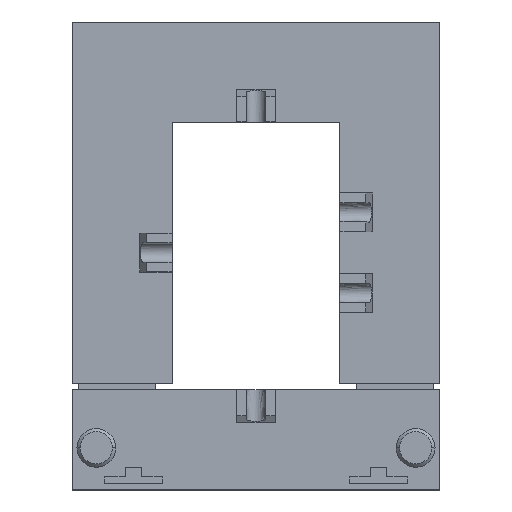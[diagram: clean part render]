
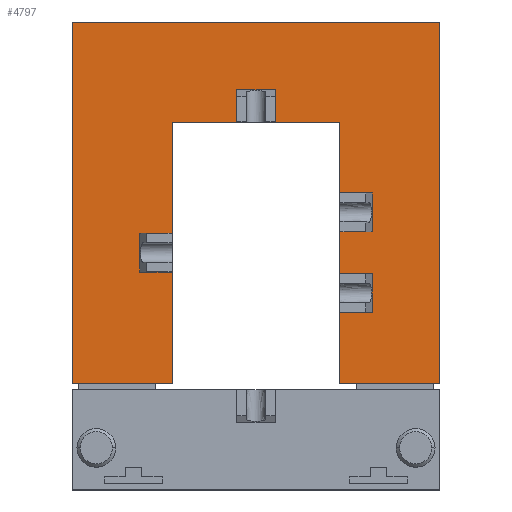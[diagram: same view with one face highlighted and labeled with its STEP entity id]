
A CAD part, top view. The second image highlights one B-rep face of the part: STEP entity #4797.
In plain terms, the highlighted free-form (B-spline) face has degree [1, 1] with [2, 2] control points.
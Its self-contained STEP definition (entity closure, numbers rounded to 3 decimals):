
#4408=CARTESIAN_POINT('',(-26.,33.,16.0));
#4409=VERTEX_POINT('',#4408);
#4416=CARTESIAN_POINT('',(-57.,33.,16.0));
#4417=VERTEX_POINT('',#4416);
#4418=CARTESIAN_POINT('',(-57.,33.,16.0));
#4419=DIRECTION('',(1.0,0.0,0.0));
#4420=VECTOR('',#4419,31.);
#4421=LINE('',#4418,#4420);
#4422=EDGE_CURVE('',#4417,#4409,#4421,.T.);
#4455=CARTESIAN_POINT('',(-57.,145.,16.0));
#4456=VERTEX_POINT('',#4455);
#4457=CARTESIAN_POINT('',(-57.,145.,16.0));
#4458=DIRECTION('',(0.0,-1.0,0.0));
#4459=VECTOR('',#4458,112.);
#4460=LINE('',#4457,#4459);
#4461=EDGE_CURVE('',#4456,#4417,#4460,.T.);
#4486=CARTESIAN_POINT('',(57.,145.,16.0));
#4487=VERTEX_POINT('',#4486);
#4488=CARTESIAN_POINT('',(57.,145.,16.0));
#4489=DIRECTION('',(-1.0,0.0,0.0));
#4490=VECTOR('',#4489,114.);
#4491=LINE('',#4488,#4490);
#4492=EDGE_CURVE('',#4487,#4456,#4491,.T.);
#4517=CARTESIAN_POINT('',(57.,33.,16.0));
#4518=VERTEX_POINT('',#4517);
#4519=CARTESIAN_POINT('',(57.,33.,16.0));
#4520=DIRECTION('',(0.0,1.0,0.0));
#4521=VECTOR('',#4520,112.);
#4522=LINE('',#4519,#4521);
#4523=EDGE_CURVE('',#4518,#4487,#4522,.T.);
#4572=CARTESIAN_POINT('',(26.,33.,16.0));
#4573=VERTEX_POINT('',#4572);
#4574=CARTESIAN_POINT('',(26.,33.,16.0));
#4575=DIRECTION('',(1.0,0.0,0.0));
#4576=VECTOR('',#4575,31.);
#4577=LINE('',#4574,#4576);
#4578=EDGE_CURVE('',#4573,#4518,#4577,.T.);
#4611=CARTESIAN_POINT('',(26.,55.,16.0));
#4612=VERTEX_POINT('',#4611);
#4613=CARTESIAN_POINT('',(26.,55.,16.0));
#4614=DIRECTION('',(0.0,-1.0,0.0));
#4615=VECTOR('',#4614,22.);
#4616=LINE('',#4613,#4615);
#4617=EDGE_CURVE('',#4612,#4573,#4616,.T.);
#4619=CARTESIAN_POINT('',(26.,67.,16.0));
#4620=VERTEX_POINT('',#4619);
#4627=CARTESIAN_POINT('',(26.,80.,16.0));
#4628=VERTEX_POINT('',#4627);
#4629=CARTESIAN_POINT('',(26.,80.,16.0));
#4630=DIRECTION('',(0.0,-1.0,0.0));
#4631=VECTOR('',#4630,13.);
#4632=LINE('',#4629,#4631);
#4633=EDGE_CURVE('',#4628,#4620,#4632,.T.);
#4635=CARTESIAN_POINT('',(26.,92.,16.0));
#4636=VERTEX_POINT('',#4635);
#4643=CARTESIAN_POINT('',(26.,114.,16.0));
#4644=VERTEX_POINT('',#4643);
#4645=CARTESIAN_POINT('',(26.,114.,16.0));
#4646=DIRECTION('',(0.0,-1.0,0.0));
#4647=VECTOR('',#4646,22.);
#4648=LINE('',#4645,#4647);
#4649=EDGE_CURVE('',#4644,#4636,#4648,.T.);
#4660=CARTESIAN_POINT('',(-57.,145.,16.0));
#4661=CARTESIAN_POINT('',(57.,145.,16.0));
#4662=CARTESIAN_POINT('',(-57.,33.,16.0));
#4663=CARTESIAN_POINT('',(57.,33.,16.0));
#4664=B_SPLINE_SURFACE_WITH_KNOTS('',1,1,((#4660,#4662),(#4661,#4663)),.UNSPECIFIED.,.F.,.F.,.U.,(2,2),(2,2),(0.0,114.),(0.0,112.),.UNSPECIFIED.);
#4665=CARTESIAN_POINT('',(6.,124.,16.0));
#4666=VERTEX_POINT('',#4665);
#4667=CARTESIAN_POINT('',(6.,114.,16.0));
#4668=VERTEX_POINT('',#4667);
#4669=CARTESIAN_POINT('',(6.,124.,16.0));
#4670=DIRECTION('',(0.0,-1.0,0.0));
#4671=VECTOR('',#4670,10.);
#4672=LINE('',#4669,#4671);
#4673=EDGE_CURVE('',#4666,#4668,#4672,.T.);
#4674=ORIENTED_EDGE('',*,*,#4673,.T.);
#4675=CARTESIAN_POINT('',(6.,114.,16.0));
#4676=DIRECTION('',(1.0,0.0,0.0));
#4677=VECTOR('',#4676,20.);
#4678=LINE('',#4675,#4677);
#4679=EDGE_CURVE('',#4668,#4644,#4678,.T.);
#4680=ORIENTED_EDGE('',*,*,#4679,.T.);
#4681=ORIENTED_EDGE('',*,*,#4649,.T.);
#4682=CARTESIAN_POINT('',(36.,92.,16.0));
#4683=VERTEX_POINT('',#4682);
#4684=CARTESIAN_POINT('',(36.,92.,16.0));
#4685=DIRECTION('',(-1.0,0.0,0.0));
#4686=VECTOR('',#4685,9.999);
#4687=LINE('',#4684,#4686);
#4688=EDGE_CURVE('',#4683,#4636,#4687,.T.);
#4689=ORIENTED_EDGE('',*,*,#4688,.F.);
#4690=CARTESIAN_POINT('',(36.,80.,16.0));
#4691=VERTEX_POINT('',#4690);
#4692=CARTESIAN_POINT('',(36.,80.,16.0));
#4693=DIRECTION('',(0.0,1.0,0.0));
#4694=VECTOR('',#4693,12.0);
#4695=LINE('',#4692,#4694);
#4696=EDGE_CURVE('',#4691,#4683,#4695,.T.);
#4697=ORIENTED_EDGE('',*,*,#4696,.F.);
#4698=CARTESIAN_POINT('',(26.,80.,16.0));
#4699=DIRECTION('',(1.0,0.0,0.0));
#4700=VECTOR('',#4699,9.999);
#4701=LINE('',#4698,#4700);
#4702=EDGE_CURVE('',#4628,#4691,#4701,.T.);
#4703=ORIENTED_EDGE('',*,*,#4702,.F.);
#4704=ORIENTED_EDGE('',*,*,#4633,.T.);
#4705=CARTESIAN_POINT('',(36.,67.,16.0));
#4706=VERTEX_POINT('',#4705);
#4707=CARTESIAN_POINT('',(36.,67.,16.0));
#4708=DIRECTION('',(-1.0,0.0,0.0));
#4709=VECTOR('',#4708,9.999);
#4710=LINE('',#4707,#4709);
#4711=EDGE_CURVE('',#4706,#4620,#4710,.T.);
#4712=ORIENTED_EDGE('',*,*,#4711,.F.);
#4713=CARTESIAN_POINT('',(36.,55.,16.0));
#4714=VERTEX_POINT('',#4713);
#4715=CARTESIAN_POINT('',(36.,55.,16.0));
#4716=DIRECTION('',(0.0,1.0,0.0));
#4717=VECTOR('',#4716,12.0);
#4718=LINE('',#4715,#4717);
#4719=EDGE_CURVE('',#4714,#4706,#4718,.T.);
#4720=ORIENTED_EDGE('',*,*,#4719,.F.);
#4721=CARTESIAN_POINT('',(26.,55.,16.0));
#4722=DIRECTION('',(1.0,0.0,0.0));
#4723=VECTOR('',#4722,9.999);
#4724=LINE('',#4721,#4723);
#4725=EDGE_CURVE('',#4612,#4714,#4724,.T.);
#4726=ORIENTED_EDGE('',*,*,#4725,.F.);
#4727=ORIENTED_EDGE('',*,*,#4617,.T.);
#4728=ORIENTED_EDGE('',*,*,#4578,.T.);
#4729=ORIENTED_EDGE('',*,*,#4523,.T.);
#4730=ORIENTED_EDGE('',*,*,#4492,.T.);
#4731=ORIENTED_EDGE('',*,*,#4461,.T.);
#4732=ORIENTED_EDGE('',*,*,#4422,.T.);
#4733=CARTESIAN_POINT('',(-26.,67.5,16.0));
#4734=VERTEX_POINT('',#4733);
#4735=CARTESIAN_POINT('',(-26.,33.,16.0));
#4736=DIRECTION('',(0.0,1.0,0.0));
#4737=VECTOR('',#4736,34.5);
#4738=LINE('',#4735,#4737);
#4739=EDGE_CURVE('',#4409,#4734,#4738,.T.);
#4740=ORIENTED_EDGE('',*,*,#4739,.T.);
#4741=CARTESIAN_POINT('',(-36.,67.5,16.0));
#4742=VERTEX_POINT('',#4741);
#4743=CARTESIAN_POINT('',(-26.,67.5,16.0));
#4744=DIRECTION('',(-1.0,0.0,0.0));
#4745=VECTOR('',#4744,10.);
#4746=LINE('',#4743,#4745);
#4747=EDGE_CURVE('',#4734,#4742,#4746,.T.);
#4748=ORIENTED_EDGE('',*,*,#4747,.T.);
#4749=CARTESIAN_POINT('',(-36.,79.5,16.0));
#4750=VERTEX_POINT('',#4749);
#4751=CARTESIAN_POINT('',(-36.,67.5,16.0));
#4752=DIRECTION('',(0.0,1.0,0.0));
#4753=VECTOR('',#4752,12.0);
#4754=LINE('',#4751,#4753);
#4755=EDGE_CURVE('',#4742,#4750,#4754,.T.);
#4756=ORIENTED_EDGE('',*,*,#4755,.T.);
#4757=CARTESIAN_POINT('',(-26.,79.5,16.0));
#4758=VERTEX_POINT('',#4757);
#4759=CARTESIAN_POINT('',(-36.,79.5,16.0));
#4760=DIRECTION('',(1.0,0.0,0.0));
#4761=VECTOR('',#4760,10.);
#4762=LINE('',#4759,#4761);
#4763=EDGE_CURVE('',#4750,#4758,#4762,.T.);
#4764=ORIENTED_EDGE('',*,*,#4763,.T.);
#4765=CARTESIAN_POINT('',(-26.,114.,16.0));
#4766=VERTEX_POINT('',#4765);
#4767=CARTESIAN_POINT('',(-26.,79.5,16.0));
#4768=DIRECTION('',(0.0,1.0,0.0));
#4769=VECTOR('',#4768,34.5);
#4770=LINE('',#4767,#4769);
#4771=EDGE_CURVE('',#4758,#4766,#4770,.T.);
#4772=ORIENTED_EDGE('',*,*,#4771,.T.);
#4773=CARTESIAN_POINT('',(-6.,114.,16.0));
#4774=VERTEX_POINT('',#4773);
#4775=CARTESIAN_POINT('',(-26.,114.,16.0));
#4776=DIRECTION('',(1.0,0.0,0.0));
#4777=VECTOR('',#4776,20.);
#4778=LINE('',#4775,#4777);
#4779=EDGE_CURVE('',#4766,#4774,#4778,.T.);
#4780=ORIENTED_EDGE('',*,*,#4779,.T.);
#4781=CARTESIAN_POINT('',(-6.,124.,16.0));
#4782=VERTEX_POINT('',#4781);
#4783=CARTESIAN_POINT('',(-6.,114.,16.0));
#4784=DIRECTION('',(0.0,1.0,0.0));
#4785=VECTOR('',#4784,10.);
#4786=LINE('',#4783,#4785);
#4787=EDGE_CURVE('',#4774,#4782,#4786,.T.);
#4788=ORIENTED_EDGE('',*,*,#4787,.T.);
#4789=CARTESIAN_POINT('',(-6.,124.,16.0));
#4790=DIRECTION('',(1.0,0.0,0.0));
#4791=VECTOR('',#4790,12.0);
#4792=LINE('',#4789,#4791);
#4793=EDGE_CURVE('',#4782,#4666,#4792,.T.);
#4794=ORIENTED_EDGE('',*,*,#4793,.T.);
#4795=EDGE_LOOP('',(#4674,#4680,#4681,#4689,#4697,#4703,#4704,#4712,#4720,#4726,#4727,#4728,#4729,#4730,#4731,#4732,#4740,#4748,#4756,#4764,#4772,#4780,#4788,#4794));
#4796=FACE_OUTER_BOUND('',#4795,.T.);
#4797=ADVANCED_FACE('',(#4796),#4664,.F.);
